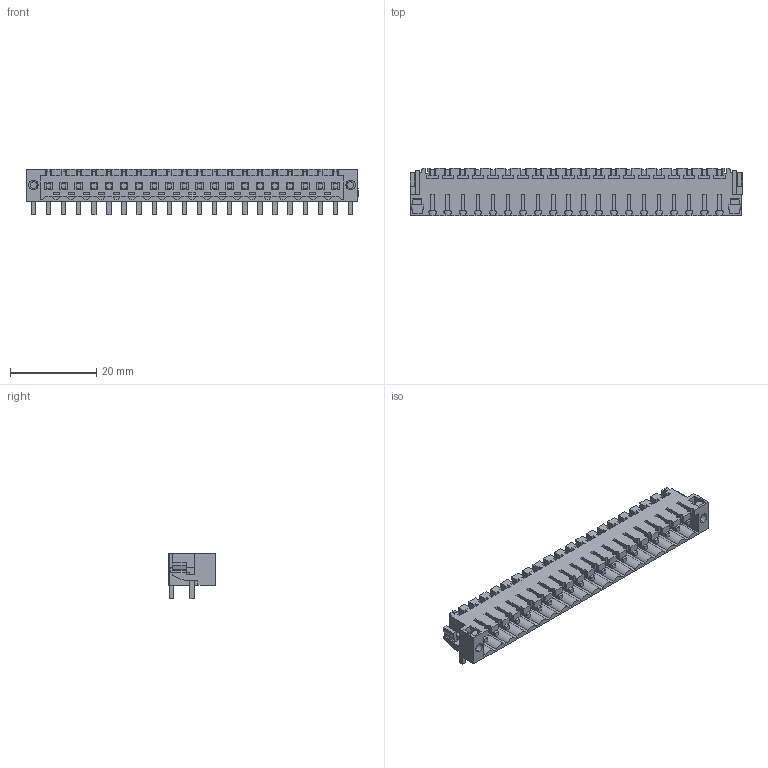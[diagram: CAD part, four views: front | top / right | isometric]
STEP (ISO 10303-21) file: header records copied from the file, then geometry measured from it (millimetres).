
FILE_DESCRIPTION(('CATIA V5 STEP Exchange','CAx-IF Rec.Pracs.--- Model Styling and Organization---1.2---2011-12-15'),'2;1');
FILE_NAME ('D1457219_0_1842030000_1842030000.stp','2018-03-14T12:48:24+00:00',('none'),('Weidmueller'),'CATIA Version 5-6 Release 2014','CATIA V5 STEP AP214','none');
FILE_SCHEMA(('AUTOMOTIVE_DESIGN { 1 0 10303 214 1 1 1 1 }'));
Length unit declared in the file: millimetre
Products named in the file (1): 1842030000
Bounding box: 76.95 x 11.05 x 10.65 mm (x, y, z)
Volume: 2730.6 mm3; surface area: 7332.2 mm2
Topology: 23 solids, 23 shells, 1496 faces, 4535 edges, 3126 vertices
Faces by surface type: plane 1384, cylinder 112
Entity records: 48264 total; most frequent: ORIENTED_EDGE 9070, CARTESIAN_POINT 8516, DIRECTION 6197, EDGE_CURVE 4535, VECTOR 4311, LINE 4311, VERTEX_POINT 3126, EDGE_LOOP 1585
